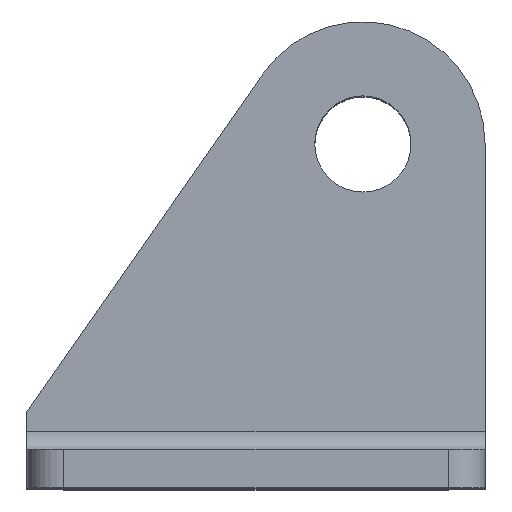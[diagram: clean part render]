
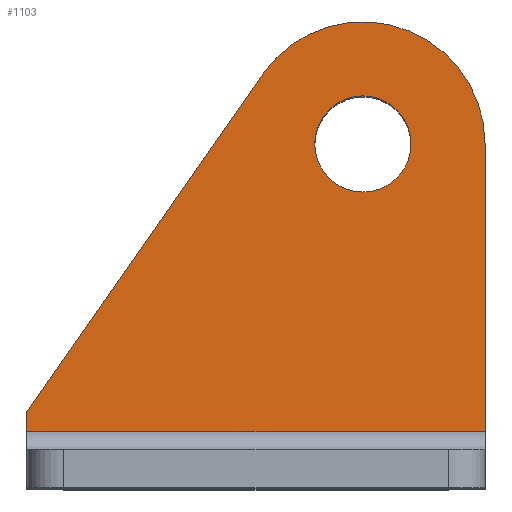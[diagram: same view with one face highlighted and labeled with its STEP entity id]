
A CAD part, top view. The second image highlights one B-rep face of the part: STEP entity #1103.
In plain terms, the highlighted planar face has unit normal (0, 0, 1).
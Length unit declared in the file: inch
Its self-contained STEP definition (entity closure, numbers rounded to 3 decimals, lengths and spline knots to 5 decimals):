
#15 = VERTEX_POINT ( 'NONE', #1291 ) ;
#48 = EDGE_CURVE ( 'NONE', #901, #681, #105, .T. ) ;
#70 = CARTESIAN_POINT ( 'NONE',  ( -0.2, 0.56378, 0.56299 ) ) ;
#93 = VERTEX_POINT ( 'NONE', #788 ) ;
#105 = LINE ( 'NONE', #583, #1422 ) ;
#111 = CARTESIAN_POINT ( 'NONE',  ( -0.27874, 0.56378, 0.56299 ) ) ;
#115 = DIRECTION ( 'NONE',  ( 1., 0., 0. ) ) ;
#116 = VECTOR ( 'NONE', #822, 39.37008 ) ;
#168 = EDGE_LOOP ( 'NONE', ( #1363, #1125, #1127, #545, #1364 ) ) ;
#193 = CARTESIAN_POINT ( 'NONE',  ( 0., 0., 0.56299 ) ) ;
#200 = DIRECTION ( 'NONE',  ( 1., 0., 0. ) ) ;
#262 = CARTESIAN_POINT ( 'NONE',  ( -0.36393, 0.67835, 0.56299 ) ) ;
#276 = CARTESIAN_POINT ( 'NONE',  ( -0.75, 0.09299, 0.56299 ) ) ;
#291 = EDGE_CURVE ( 'NONE', #1078, #93, #1628, .T. ) ;
#489 = VECTOR ( 'NONE', #779, 39.37008 ) ;
#545 = ORIENTED_EDGE ( 'NONE', *, *, #856, .T. ) ;
#552 = EDGE_CURVE ( 'NONE', #93, #1078, #1257, .T. ) ;
#583 = CARTESIAN_POINT ( 'NONE',  ( -0.75, 0.12598, 0.56299 ) ) ;
#601 = LINE ( 'NONE', #1662, #1235 ) ;
#637 = DIRECTION ( 'NONE',  ( 0., 0., 1. ) ) ;
#645 = FACE_BOUND ( 'NONE', #1321, .T. ) ;
#681 = VERTEX_POINT ( 'NONE', #276 ) ;
#701 = DIRECTION ( 'NONE',  ( 0., 0., 1. ) ) ;
#710 = AXIS2_PLACEMENT_3D ( 'NONE', #1396, #637, #759 ) ;
#759 = DIRECTION ( 'NONE',  ( 1., 0., 0. ) ) ;
#772 = CARTESIAN_POINT ( 'NONE',  ( 0., 0.09299, 0.56299 ) ) ;
#779 = DIRECTION ( 'NONE',  ( -1., 0., 0. ) ) ;
#788 = CARTESIAN_POINT ( 'NONE',  ( -0.12126, 0.56378, 0.56299 ) ) ;
#813 = LINE ( 'NONE', #772, #489 ) ;
#814 = CIRCLE ( 'NONE', #1546, 0.2 ) ;
#822 = DIRECTION ( 'NONE',  ( 0., 1., 0. ) ) ;
#856 = EDGE_CURVE ( 'NONE', #1570, #1107, #814, .T. ) ;
#873 = DIRECTION ( 'NONE',  ( 0., 0., 1. ) ) ;
#901 = VERTEX_POINT ( 'NONE', #1088 ) ;
#954 = DIRECTION ( 'NONE',  ( 0., 0., 1. ) ) ;
#1028 = ORIENTED_EDGE ( 'NONE', *, *, #291, .F. ) ;
#1078 = VERTEX_POINT ( 'NONE', #111 ) ;
#1088 = CARTESIAN_POINT ( 'NONE',  ( -0.75, 0.12598, 0.56299 ) ) ;
#1103 = ADVANCED_FACE ( 'NONE', ( #645, #1434 ), #1534, .T. ) ;
#1107 = VERTEX_POINT ( 'NONE', #262 ) ;
#1118 = EDGE_CURVE ( 'NONE', #1107, #901, #601, .T. ) ;
#1125 = ORIENTED_EDGE ( 'NONE', *, *, #1189, .F. ) ;
#1127 = ORIENTED_EDGE ( 'NONE', *, *, #1405, .T. ) ;
#1136 = LINE ( 'NONE', #193, #116 ) ;
#1189 = EDGE_CURVE ( 'NONE', #15, #681, #813, .T. ) ;
#1222 = DIRECTION ( 'NONE',  ( 0., -1., 0. ) ) ;
#1235 = VECTOR ( 'NONE', #1538, 39.37008 ) ;
#1257 = CIRCLE ( 'NONE', #1665, 0.07874 ) ;
#1291 = CARTESIAN_POINT ( 'NONE',  ( 0., 0.09299, 0.56299 ) ) ;
#1321 = EDGE_LOOP ( 'NONE', ( #1028, #1451 ) ) ;
#1363 = ORIENTED_EDGE ( 'NONE', *, *, #48, .T. ) ;
#1364 = ORIENTED_EDGE ( 'NONE', *, *, #1118, .T. ) ;
#1370 = CARTESIAN_POINT ( 'NONE',  ( 0., 0.56378, 0.56299 ) ) ;
#1396 = CARTESIAN_POINT ( 'NONE',  ( -0.2, 0.56378, 0.56299 ) ) ;
#1405 = EDGE_CURVE ( 'NONE', #15, #1570, #1136, .T. ) ;
#1422 = VECTOR ( 'NONE', #1222, 39.37008 ) ;
#1434 = FACE_OUTER_BOUND ( 'NONE', #168, .T. ) ;
#1451 = ORIENTED_EDGE ( 'NONE', *, *, #552, .F. ) ;
#1469 = CARTESIAN_POINT ( 'NONE',  ( -0.2, 0.56378, 0.56299 ) ) ;
#1523 = AXIS2_PLACEMENT_3D ( 'NONE', #1469, #701, #1598 ) ;
#1534 = PLANE ( 'NONE',  #710 ) ;
#1538 = DIRECTION ( 'NONE',  ( -0.573, -0.82, 0. ) ) ;
#1546 = AXIS2_PLACEMENT_3D ( 'NONE', #70, #954, #200 ) ;
#1570 = VERTEX_POINT ( 'NONE', #1370 ) ;
#1598 = DIRECTION ( 'NONE',  ( 1., 0., 0. ) ) ;
#1628 = CIRCLE ( 'NONE', #1523, 0.07874 ) ;
#1654 = CARTESIAN_POINT ( 'NONE',  ( -0.2, 0.56378, 0.56299 ) ) ;
#1662 = CARTESIAN_POINT ( 'NONE',  ( -0.36393, 0.67835, 0.56299 ) ) ;
#1665 = AXIS2_PLACEMENT_3D ( 'NONE', #1654, #873, #115 ) ;
